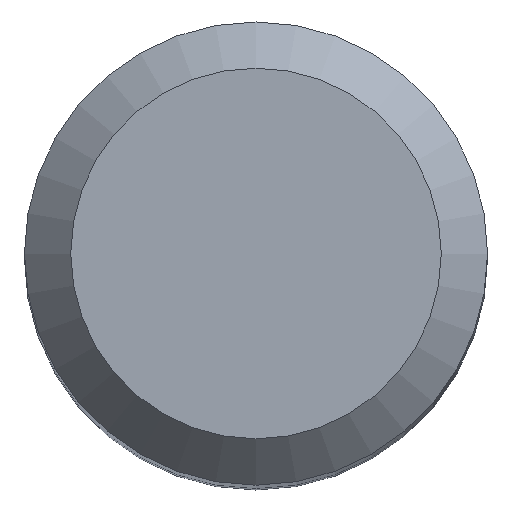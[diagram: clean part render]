
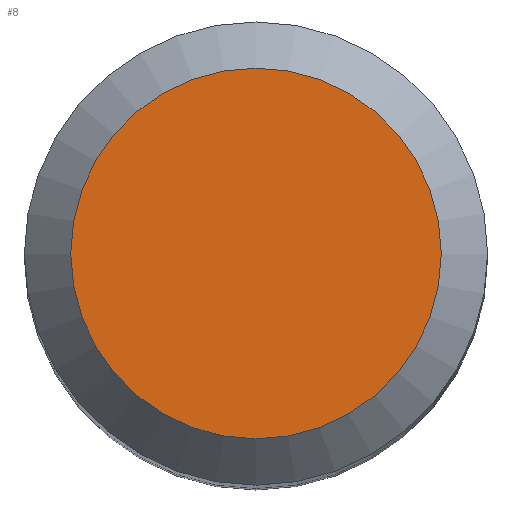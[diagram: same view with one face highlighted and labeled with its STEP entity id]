
A CAD part, top view. The second image highlights one B-rep face of the part: STEP entity #8.
In plain terms, the highlighted planar face has unit normal (0, 0, 1).
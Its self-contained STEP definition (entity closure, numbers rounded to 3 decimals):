
#8 = ADVANCED_FACE ( 'NONE', ( #145 ), #132, .F. ) ;
#14 = AXIS2_PLACEMENT_3D ( 'NONE', #64, #184, #181 ) ;
#17 = VERTEX_POINT ( 'NONE', #222 ) ;
#64 = CARTESIAN_POINT ( 'NONE',  ( 0., 0., 74. ) ) ;
#80 = EDGE_LOOP ( 'NONE', ( #163 ) ) ;
#106 = EDGE_CURVE ( 'NONE', #17, #17, #108, .T. ) ;
#108 = CIRCLE ( 'NONE', #199, 4.8 ) ;
#114 = CARTESIAN_POINT ( 'NONE',  ( 0., 0., 74. ) ) ;
#117 = DIRECTION ( 'NONE',  ( 0., -1., 0. ) ) ;
#132 = PLANE ( 'NONE',  #14 ) ;
#145 = FACE_OUTER_BOUND ( 'NONE', #80, .T. ) ;
#163 = ORIENTED_EDGE ( 'NONE', *, *, #106, .T. ) ;
#181 = DIRECTION ( 'NONE',  ( 0., 1., 0. ) ) ;
#184 = DIRECTION ( 'NONE',  ( 0., 0., -1. ) ) ;
#199 = AXIS2_PLACEMENT_3D ( 'NONE', #114, #205, #117 ) ;
#205 = DIRECTION ( 'NONE',  ( 0., 0., 1. ) ) ;
#222 = CARTESIAN_POINT ( 'NONE',  ( 0., -4.8, 74. ) ) ;
